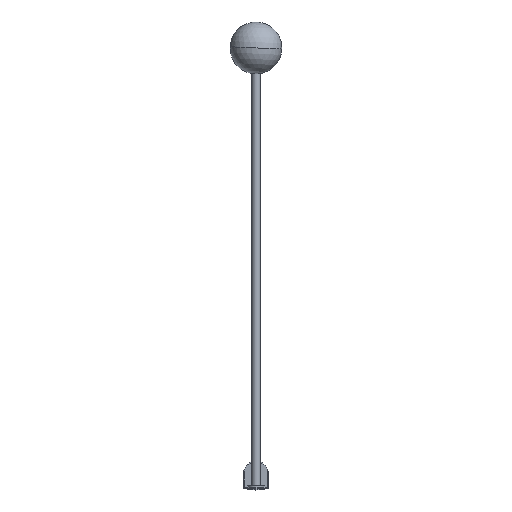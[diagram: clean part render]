
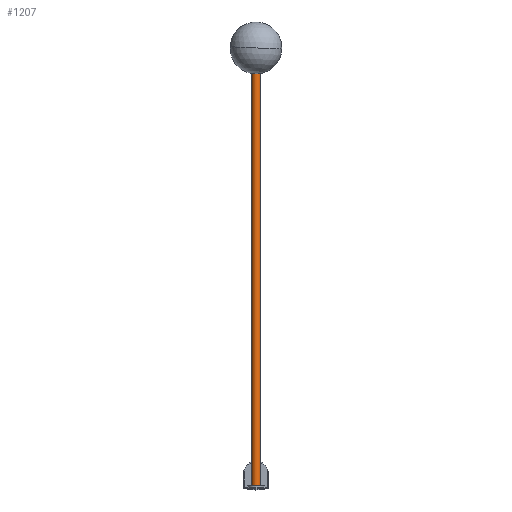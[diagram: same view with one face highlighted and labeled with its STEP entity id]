
A CAD part, top view. The second image highlights one B-rep face of the part: STEP entity #1207.
In plain terms, the highlighted cylindrical face has radius 10 mm (diameter 20 mm), a partial arc.
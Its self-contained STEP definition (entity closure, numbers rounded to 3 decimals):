
#254 = CARTESIAN_POINT ( 'NONE',  ( -10., -50., 40. ) ) ;
#415 = CARTESIAN_POINT ( 'NONE',  ( 0., -1049.9, 40. ) ) ;
#622 = FACE_OUTER_BOUND ( 'NONE', #6498, .T. ) ;
#837 = AXIS2_PLACEMENT_3D ( 'NONE', #5348, #6589, #1725 ) ;
#975 = DIRECTION ( 'NONE',  ( 0., 0., 1. ) ) ;
#1207 = ADVANCED_FACE ( 'NONE', ( #622 ), #3335, .T. ) ;
#1278 = CARTESIAN_POINT ( 'NONE',  ( 0., -50., 40. ) ) ;
#1674 = CARTESIAN_POINT ( 'NONE',  ( -10., -1049.9, 40. ) ) ;
#1725 = DIRECTION ( 'NONE',  ( 1., 0., 0. ) ) ;
#1808 = DIRECTION ( 'NONE',  ( -1., 0., 0. ) ) ;
#1855 = CIRCLE ( 'NONE', #5028, 10. ) ;
#1925 = LINE ( 'NONE', #2534, #4655 ) ;
#2396 = EDGE_CURVE ( 'NONE', #3787, #5158, #1855, .T. ) ;
#2409 = DIRECTION ( 'NONE',  ( 0., 1., 0. ) ) ;
#2534 = CARTESIAN_POINT ( 'NONE',  ( -10., -1050., 40. ) ) ;
#2594 = DIRECTION ( 'NONE',  ( 0., 1., 0. ) ) ;
#2634 = VECTOR ( 'NONE', #2409, 1000. ) ;
#3283 = EDGE_CURVE ( 'NONE', #3794, #3412, #3295, .T. ) ;
#3295 = CIRCLE ( 'NONE', #4495, 10. ) ;
#3335 = CYLINDRICAL_SURFACE ( 'NONE', #837, 10. ) ;
#3412 = VERTEX_POINT ( 'NONE', #254 ) ;
#3536 = EDGE_CURVE ( 'NONE', #3787, #3412, #1925, .T. ) ;
#3787 = VERTEX_POINT ( 'NONE', #1674 ) ;
#3794 = VERTEX_POINT ( 'NONE', #3872 ) ;
#3872 = CARTESIAN_POINT ( 'NONE',  ( 10., -50., 40. ) ) ;
#4232 = DIRECTION ( 'NONE',  ( 0., 1., 0. ) ) ;
#4436 = CARTESIAN_POINT ( 'NONE',  ( 10., -1049.9, 40. ) ) ;
#4495 = AXIS2_PLACEMENT_3D ( 'NONE', #1278, #5063, #1808 ) ;
#4655 = VECTOR ( 'NONE', #2594, 1000. ) ;
#5028 = AXIS2_PLACEMENT_3D ( 'NONE', #415, #4232, #975 ) ;
#5044 = ORIENTED_EDGE ( 'NONE', *, *, #5474, .T. ) ;
#5063 = DIRECTION ( 'NONE',  ( 0., -1., 0. ) ) ;
#5158 = VERTEX_POINT ( 'NONE', #4436 ) ;
#5318 = ORIENTED_EDGE ( 'NONE', *, *, #2396, .T. ) ;
#5348 = CARTESIAN_POINT ( 'NONE',  ( 0., -1050., 40. ) ) ;
#5474 = EDGE_CURVE ( 'NONE', #5158, #3794, #5532, .T. ) ;
#5532 = LINE ( 'NONE', #6234, #2634 ) ;
#5734 = ORIENTED_EDGE ( 'NONE', *, *, #3536, .F. ) ;
#6234 = CARTESIAN_POINT ( 'NONE',  ( 10., -1050., 40. ) ) ;
#6498 = EDGE_LOOP ( 'NONE', ( #5734, #5318, #5044, #6618 ) ) ;
#6589 = DIRECTION ( 'NONE',  ( 0., 1., 0. ) ) ;
#6618 = ORIENTED_EDGE ( 'NONE', *, *, #3283, .T. ) ;
